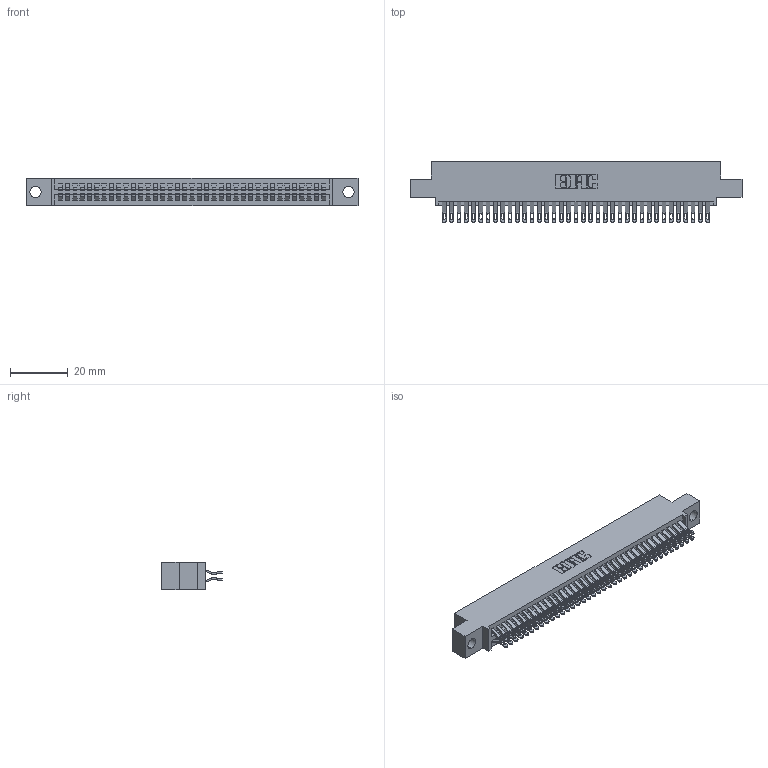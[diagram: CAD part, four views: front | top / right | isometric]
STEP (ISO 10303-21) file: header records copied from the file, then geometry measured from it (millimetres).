
FILE_DESCRIPTION (( 'STEP AP203' ), '1' );
FILE_NAME ('395-074-555-504.STEP', '2021-06-17T05:38:38', ( '' ), ( '' ), 'SwSTEP 2.0', 'SolidWorks 2020', '' );
FILE_SCHEMA (( 'CONFIG_CONTROL_DESIGN' ));
Length unit declared in the file: inch
Products named in the file (3): 345-292-001_555 Tail; 345 Part_0.110 Offset - 0.156 Dia-TI; 395-074-555-504
Assembly tree (75 placements, depth 2):
  395-074-555-504
    345 Part_0.110 Offset - 0.156 Dia-TI
    345-292-001_555 Tail  x74
Bounding box: 115.19 x 21.13 x 9.4 mm (x, y, z)
Volume: 11178.5 mm3; surface area: 17117.8 mm2
Topology: 75 solids, 75 shells, 4288 faces, 13487 edges, 8990 vertices
Faces by surface type: plane 2392, cylinder 1896
Entity records: 30581 total; most frequent: CARTESIAN_POINT 5172, ORIENTED_EDGE 5074, DIRECTION 4533, EDGE_CURVE 2537, LINE 2237, VECTOR 2237, VERTEX_POINT 1690, AXIS2_PLACEMENT_3D 1148
